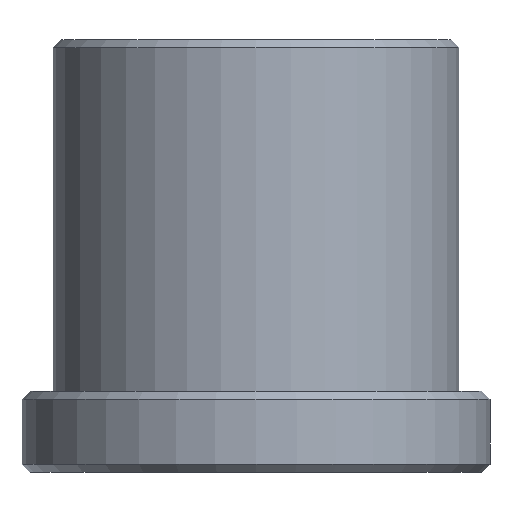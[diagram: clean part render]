
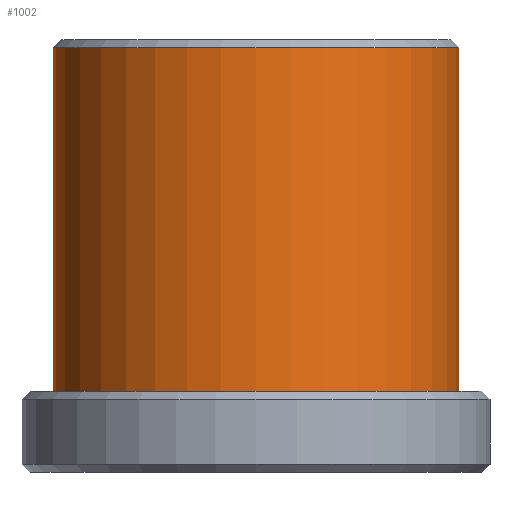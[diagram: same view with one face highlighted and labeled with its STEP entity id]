
A CAD part, front view. The second image highlights one B-rep face of the part: STEP entity #1002.
In plain terms, the highlighted cylindrical face has radius 7.5 mm (diameter 15 mm), a partial arc.
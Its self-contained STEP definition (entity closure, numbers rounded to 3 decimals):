
#105 = CIRCLE ( 'NONE', #837, 7.5 ) ;
#110 = VERTEX_POINT ( 'NONE', #1123 ) ;
#117 = CARTESIAN_POINT ( 'NONE',  ( 0., 0., 16. ) ) ;
#143 = DIRECTION ( 'NONE',  ( 0., 0., -1. ) ) ;
#157 = DIRECTION ( 'NONE',  ( 1., 0., 0. ) ) ;
#239 = EDGE_LOOP ( 'NONE', ( #950, #1153, #1130, #557 ) ) ;
#243 = CARTESIAN_POINT ( 'NONE',  ( 7.5, 0., 16. ) ) ;
#390 = VERTEX_POINT ( 'NONE', #704 ) ;
#446 = CARTESIAN_POINT ( 'NONE',  ( 0., 0., 15.7 ) ) ;
#454 = DIRECTION ( 'NONE',  ( -1., 0., 0. ) ) ;
#537 = CARTESIAN_POINT ( 'NONE',  ( 0., 0., 3. ) ) ;
#542 = EDGE_CURVE ( 'NONE', #961, #390, #1179, .T. ) ;
#550 = AXIS2_PLACEMENT_3D ( 'NONE', #117, #1344, #454 ) ;
#557 = ORIENTED_EDGE ( 'NONE', *, *, #1377, .F. ) ;
#588 = CARTESIAN_POINT ( 'NONE',  ( 7.5, 0., 15.7 ) ) ;
#644 = AXIS2_PLACEMENT_3D ( 'NONE', #446, #852, #157 ) ;
#648 = EDGE_CURVE ( 'NONE', #1051, #961, #810, .T. ) ;
#653 = DIRECTION ( 'NONE',  ( -1., 0., 0. ) ) ;
#666 = EDGE_CURVE ( 'NONE', #1051, #110, #767, .T. ) ;
#704 = CARTESIAN_POINT ( 'NONE',  ( -7.5, 0., 3. ) ) ;
#750 = CYLINDRICAL_SURFACE ( 'NONE', #550, 7.5 ) ;
#767 = LINE ( 'NONE', #243, #1384 ) ;
#807 = CARTESIAN_POINT ( 'NONE',  ( -7.5, 0., 16. ) ) ;
#810 = CIRCLE ( 'NONE', #644, 7.5 ) ;
#837 = AXIS2_PLACEMENT_3D ( 'NONE', #537, #1319, #653 ) ;
#852 = DIRECTION ( 'NONE',  ( 0., 0., -1. ) ) ;
#875 = VECTOR ( 'NONE', #143, 1000. ) ;
#902 = CARTESIAN_POINT ( 'NONE',  ( -7.5, 0., 15.7 ) ) ;
#950 = ORIENTED_EDGE ( 'NONE', *, *, #666, .F. ) ;
#961 = VERTEX_POINT ( 'NONE', #902 ) ;
#1002 = ADVANCED_FACE ( 'NONE', ( #1117 ), #750, .T. ) ;
#1051 = VERTEX_POINT ( 'NONE', #588 ) ;
#1117 = FACE_OUTER_BOUND ( 'NONE', #239, .T. ) ;
#1123 = CARTESIAN_POINT ( 'NONE',  ( 7.5, 0., 3. ) ) ;
#1130 = ORIENTED_EDGE ( 'NONE', *, *, #542, .T. ) ;
#1153 = ORIENTED_EDGE ( 'NONE', *, *, #648, .T. ) ;
#1179 = LINE ( 'NONE', #807, #875 ) ;
#1319 = DIRECTION ( 'NONE',  ( 0., 0., -1. ) ) ;
#1344 = DIRECTION ( 'NONE',  ( 0., 0., -1. ) ) ;
#1347 = DIRECTION ( 'NONE',  ( 0., 0., -1. ) ) ;
#1377 = EDGE_CURVE ( 'NONE', #110, #390, #105, .T. ) ;
#1384 = VECTOR ( 'NONE', #1347, 1000. ) ;
